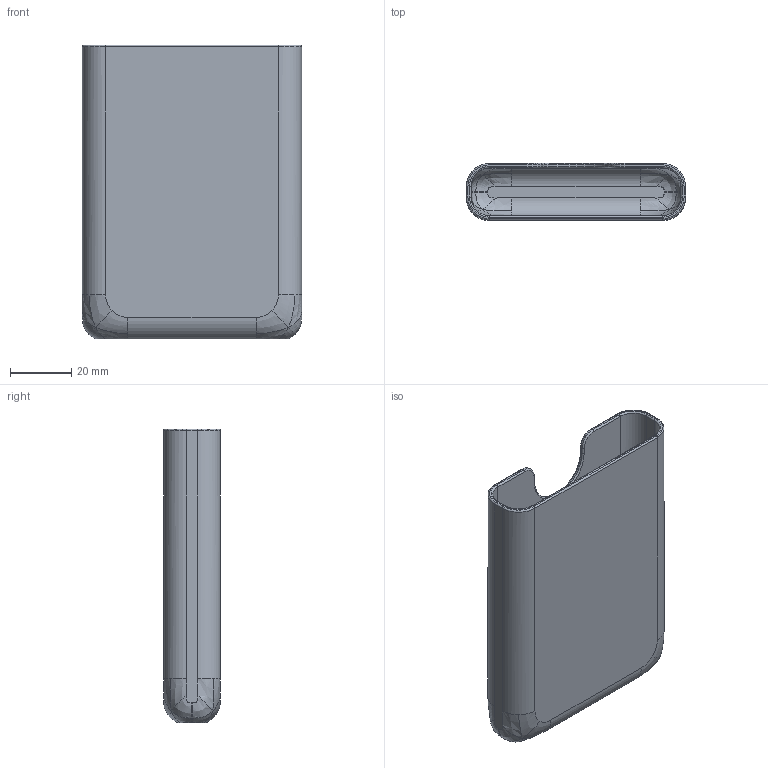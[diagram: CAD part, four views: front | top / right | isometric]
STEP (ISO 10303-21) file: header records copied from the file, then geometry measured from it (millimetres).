
FILE_DESCRIPTION(/* description */ (''),/* implementation_level */ '2;1');
FILE_NAME(/* name */ 'Case, VEEKTOMX 100mAh 2.20.2024 v2.step',/* time_stamp */ '2024-02-20T00:38:18-08:00',/* author */ (''),/* organization */ (''),/* preprocessor_version */ 'ST-DEVELOPER v20',/* originating_system */ 'Autodesk Translation Framework v12.14.0.127',/* authorisation */ '');
FILE_SCHEMA (('AUTOMOTIVE_DESIGN { 1 0 10303 214 3 1 1 }'));
Length unit declared in the file: millimetre
Products named in the file (1): Case, VEEKTOMX 100mAh 2.20.2024
Bounding box: 71.3 x 18.5 x 95.5 mm (x, y, z)
Volume: 23337.9 mm3; surface area: 31584.2 mm2
Topology: 1 solids, 1 shells, 111 faces, 273 edges, 164 vertices
Faces by surface type: bspline 48, cylinder 34, torus 16, plane 13
Entity records: 10656 total; most frequent: CARTESIAN_POINT 8215, ORIENTED_EDGE 546, DIRECTION 447, EDGE_CURVE 273, AXIS2_PLACEMENT_3D 190, VERTEX_POINT 164, CIRCLE 126, FACE_OUTER_BOUND 111
